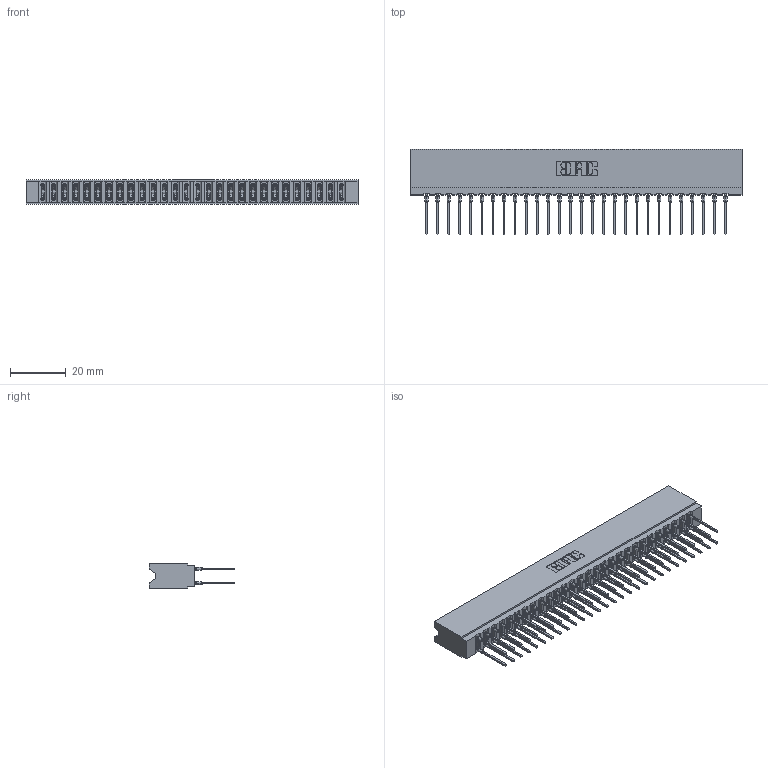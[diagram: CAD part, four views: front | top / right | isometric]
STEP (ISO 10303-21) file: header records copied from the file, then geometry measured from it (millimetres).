
FILE_DESCRIPTION (( 'STEP AP203' ), '1' );
FILE_NAME ('737-056-545-206.STEP', '2026-03-06T00:06:46', ( '' ), ( '' ), 'SwSTEP 2.0', 'SolidWorks 2023', '' );
FILE_SCHEMA (( 'CONFIG_CONTROL_DESIGN' ));
Length unit declared in the file: millimetre
Products named in the file (3): 737 Part_Insulator Option - 06; 745-292-001_545; 737-056-545-206
Assembly tree (57 placements, depth 2):
  737-056-545-206
    737 Part_Insulator Option - 06
    745-292-001_545  x56
Bounding box: 118.82 x 30.62 x 8.89 mm (x, y, z)
Volume: 11948.5 mm3; surface area: 18386.2 mm2
Topology: 57 solids, 57 shells, 5135 faces, 13809 edges, 8682 vertices
Faces by surface type: plane 2659, bspline 1120, cylinder 1020, torus 336
Entity records: 49961 total; most frequent: CARTESIAN_POINT 9180, ORIENTED_EDGE 8588, DIRECTION 7508, EDGE_CURVE 4294, LINE 3944, VECTOR 3944, VERTEX_POINT 2742, AXIS2_PLACEMENT_3D 1782
